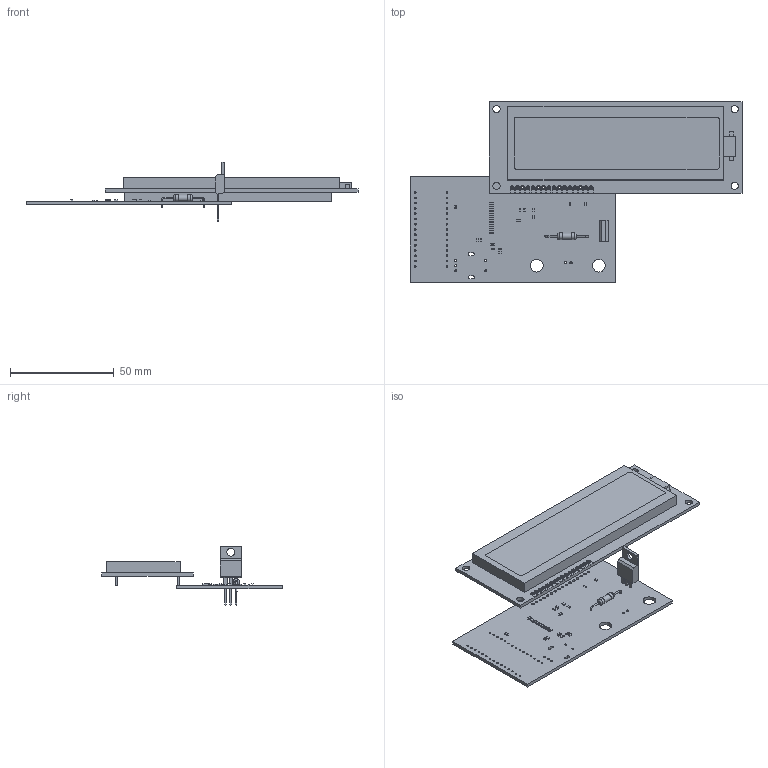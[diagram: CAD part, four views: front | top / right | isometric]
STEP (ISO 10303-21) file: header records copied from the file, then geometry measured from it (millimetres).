
FILE_DESCRIPTION(('KiCad electronic assembly'),'2;1');
FILE_NAME('progrmmable-load.step','2020-04-12T14:23:17',('An Author'),( 'A Company'),'Open CASCADE STEP processor 6.9', 'KiCad to STEP converter','Unknown');
FILE_SCHEMA(('AUTOMOTIVE_DESIGN { 1 0 10303 214 1 1 1 1 }'));
Length unit declared in the file: millimetre
Products named in the file (12): Open CASCADE STEP translator 6.9 1; HY1602E; SOLID; R_0603_1608Metric; R_Axial_DIN0309_L9.0mm_D3.2mm_P20.32mm_Horizontal; TO-220-3_Vertical; C_0603_1608Metric; COMPOUND
Assembly tree (32 placements, depth 3):
  Open CASCADE STEP translator 6.9 1
    HY1602E
      SOLID
    R_0603_1608Metric  x16
      SOLID
    R_Axial_DIN0309_L9.0mm_D3.2mm_P20.32mm_Horizontal
      SOLID
    TO-220-3_Vertical
      SOLID
    C_0603_1608Metric  x7
      SOLID
    COMPOUND
Bounding box: 160.28 x 86.97 x 28.52 mm (x, y, z)
Volume: 37926.1 mm3; surface area: 26216.6 mm2
Topology: 27 solids, 27 shells, 949 faces, 2461 edges, 1572 vertices
Faces by surface type: plane 593, cylinder 352, torus 4
Full cylindrical faces by diameter (mm): 0.7 x4, 0.8 x32, 1 x21, 1.1 x5, 1.2 x16, 2.88 x1, 3.2 x2, 3.5 x4, 3.735 x1, 6.1 x2
Entity records: 28155 total; most frequent: CARTESIAN_POINT 4597, DIRECTION 4130, LINE 2385, VECTOR 2385, ORIENTED_EDGE 2018, PCURVE 2018, DEFINITIONAL_REPRESENTATION 2018, EDGE_CURVE 1009
